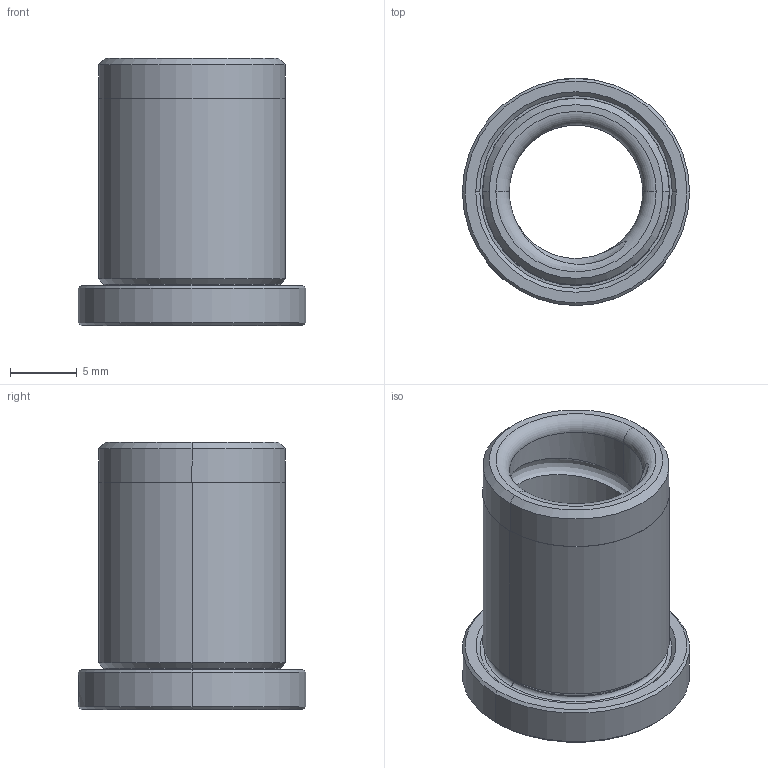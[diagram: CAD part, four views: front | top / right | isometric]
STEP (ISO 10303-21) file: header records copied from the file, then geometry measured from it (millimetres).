
FILE_DESCRIPTION (( 'STEP AP214' ), '1' );
FILE_NAME ('GBHV-D14-d10-L20.step', '2021-09-11T10:26:08', ( 'User' ), ( 'china' ), 'SwSTEP 2.0', 'SolidWorks 2016', '' );
FILE_SCHEMA (( 'AUTOMOTIVE_DESIGN' ));
Length unit declared in the file: millimetre
Products named in the file (1): GBHV-D14-d10-L20
Bounding box: 17 x 17 x 20 mm (x, y, z)
Volume: 1630.2 mm3; surface area: 1893.9 mm2
Topology: 1 solids, 1 shells, 61 faces, 144 edges, 90 vertices
Faces by surface type: cylinder 29, plane 13, cone 10, torus 7, bspline 2
Entity records: 3268 total; most frequent: CARTESIAN_POINT 1892, ORIENTED_EDGE 288, DIRECTION 272, EDGE_CURVE 144, AXIS2_PLACEMENT_3D 110, VERTEX_POINT 90, EDGE_LOOP 68, FACE_OUTER_BOUND 61
